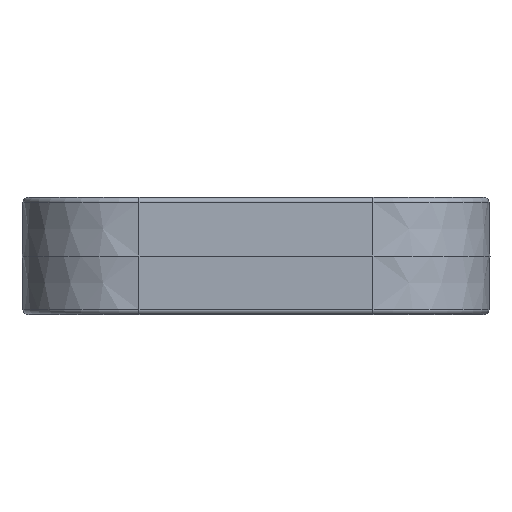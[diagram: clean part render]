
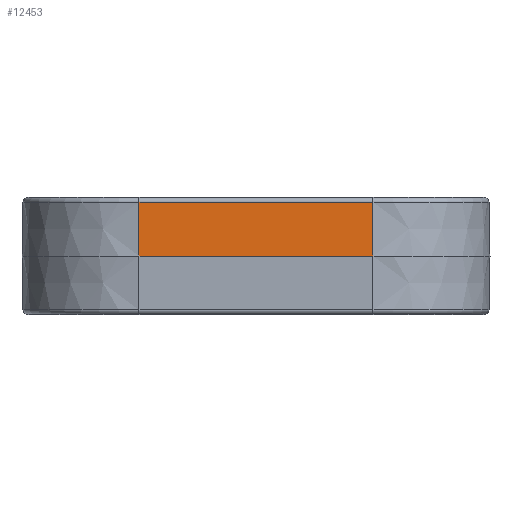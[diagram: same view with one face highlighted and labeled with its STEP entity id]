
A CAD part, left-side view. The second image highlights one B-rep face of the part: STEP entity #12453.
In plain terms, the highlighted planar face has unit normal (-1, 0, 0.018).
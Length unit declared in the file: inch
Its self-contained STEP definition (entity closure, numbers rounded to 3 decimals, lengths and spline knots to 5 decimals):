
#1307 = ORIENTED_EDGE ( 'NONE', *, *, #21652, .T. ) ;
#2088 = VECTOR ( 'NONE', #21355, 39.37008 ) ;
#2229 = EDGE_LOOP ( 'NONE', ( #10284, #2938, #1307, #13806 ) ) ;
#2413 = VERTEX_POINT ( 'NONE', #19473 ) ;
#2938 = ORIENTED_EDGE ( 'NONE', *, *, #3976, .T. ) ;
#3255 = CARTESIAN_POINT ( 'NONE',  ( -0.25, 0., 0. ) ) ;
#3976 = EDGE_CURVE ( 'NONE', #20580, #13064, #7083, .T. ) ;
#4552 = PLANE ( 'NONE',  #17806 ) ;
#4643 = CARTESIAN_POINT ( 'NONE',  ( -0.24799, 0., 0.11517 ) ) ;
#5788 = DIRECTION ( 'NONE',  ( -0.017, 0., -1. ) ) ;
#6070 = DIRECTION ( 'NONE',  ( 0.017, 0., 1. ) ) ;
#6513 = LINE ( 'NONE', #18673, #21486 ) ;
#6670 = EDGE_CURVE ( 'NONE', #2413, #9063, #6513, .T. ) ;
#7083 = LINE ( 'NONE', #10655, #2088 ) ;
#7096 = LINE ( 'NONE', #12173, #21923 ) ;
#7246 = VECTOR ( 'NONE', #5788, 39.37008 ) ;
#9063 = VERTEX_POINT ( 'NONE', #17066 ) ;
#10284 = ORIENTED_EDGE ( 'NONE', *, *, #11091, .T. ) ;
#10655 = CARTESIAN_POINT ( 'NONE',  ( -0.24799, 0., 0.11517 ) ) ;
#11091 = EDGE_CURVE ( 'NONE', #9063, #20580, #7096, .T. ) ;
#11489 = CARTESIAN_POINT ( 'NONE',  ( -0.25, 0., 0. ) ) ;
#11654 = CARTESIAN_POINT ( 'NONE',  ( -0.24799, -0.5, 0.11517 ) ) ;
#12173 = CARTESIAN_POINT ( 'NONE',  ( -0.25, -0.5, 0. ) ) ;
#12453 = ADVANCED_FACE ( 'NONE', ( #18475 ), #4552, .T. ) ;
#13064 = VERTEX_POINT ( 'NONE', #4643 ) ;
#13806 = ORIENTED_EDGE ( 'NONE', *, *, #6670, .T. ) ;
#16600 = DIRECTION ( 'NONE',  ( -1., 0., 0.017 ) ) ;
#17066 = CARTESIAN_POINT ( 'NONE',  ( -0.25, -0.5, 0. ) ) ;
#17149 = DIRECTION ( 'NONE',  ( 0., -1., 0. ) ) ;
#17647 = DIRECTION ( 'NONE',  ( 0.017, 0., 1. ) ) ;
#17806 = AXIS2_PLACEMENT_3D ( 'NONE', #11489, #16600, #6070 ) ;
#18475 = FACE_OUTER_BOUND ( 'NONE', #2229, .T. ) ;
#18673 = CARTESIAN_POINT ( 'NONE',  ( -0.25, 0., 0. ) ) ;
#19473 = CARTESIAN_POINT ( 'NONE',  ( -0.25, 0., 0. ) ) ;
#20580 = VERTEX_POINT ( 'NONE', #11654 ) ;
#21355 = DIRECTION ( 'NONE',  ( 0., 1., 0. ) ) ;
#21486 = VECTOR ( 'NONE', #17149, 39.37008 ) ;
#21652 = EDGE_CURVE ( 'NONE', #13064, #2413, #22871, .T. ) ;
#21923 = VECTOR ( 'NONE', #17647, 39.37008 ) ;
#22871 = LINE ( 'NONE', #3255, #7246 ) ;
